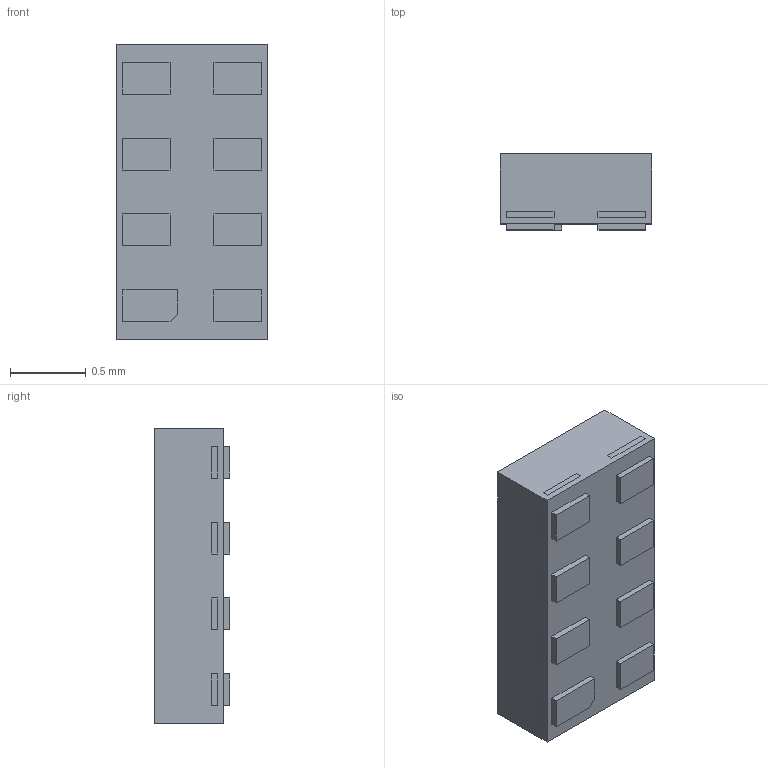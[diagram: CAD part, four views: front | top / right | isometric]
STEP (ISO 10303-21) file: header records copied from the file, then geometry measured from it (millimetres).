
FILE_DESCRIPTION (( 'STEP AP214' ), '1' );
FILE_NAME ('74LVC2G32GT,115.STEP', '2023-09-07T22:02:25', ( '' ), ( '' ), 'SwSTEP 2.0', 'SolidWorks 2021', '' );
FILE_SCHEMA (( 'AUTOMOTIVE_DESIGN' ));
Length unit declared in the file: millimetre
Products named in the file (1): 74LVC2G32GT,115
Bounding box: 1 x 0.5 x 1.95 mm (x, y, z)
Volume: 0.9 mm3; surface area: 9.3 mm2
Topology: 22 solids, 22 shells, 235 faces, 510 edges, 340 vertices
Faces by surface type: plane 231, cylinder 4
Entity records: 6495 total; most frequent: CARTESIAN_POINT 1086, ORIENTED_EDGE 1020, DIRECTION 990, EDGE_CURVE 510, VECTOR 502, LINE 502, VERTEX_POINT 340, EDGE_LOOP 256
